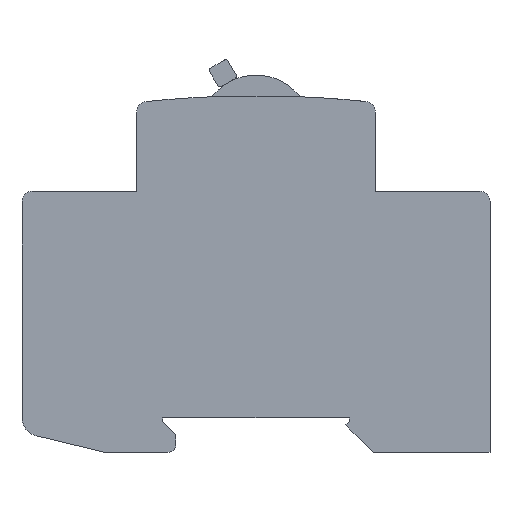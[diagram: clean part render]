
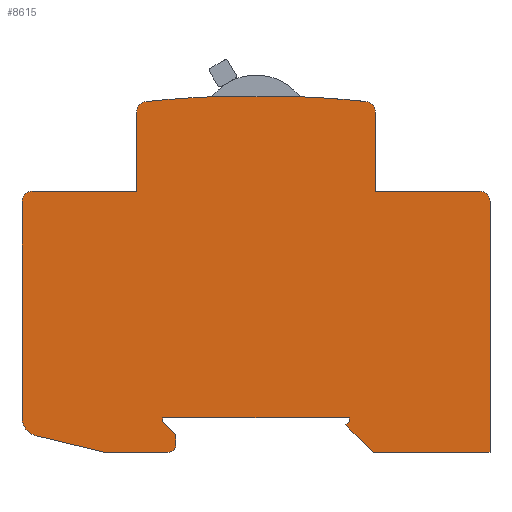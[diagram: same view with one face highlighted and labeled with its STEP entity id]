
A CAD part, left-side view. The second image highlights one B-rep face of the part: STEP entity #8615.
In plain terms, the highlighted planar face has unit normal (-1, 0, 0).
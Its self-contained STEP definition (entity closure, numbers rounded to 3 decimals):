
#5416=CARTESIAN_POINT('',(-8.9,40.6,-25.));
#5417=DIRECTION('',(1.,0.,0.));
#5418=DIRECTION('',(0.,0.235,-0.972));
#5419=AXIS2_PLACEMENT_3D('',#5416,#5417,#5418);
#5424=CARTESIAN_POINT('',(-8.9,42.1,15.7));
#5425=DIRECTION('',(1.,0.,0.));
#5426=DIRECTION('',(0.,1.,0.));
#5427=AXIS2_PLACEMENT_3D('',#5424,#5425,#5426);
#5432=CARTESIAN_POINT('',(-8.9,20.5,32.609));
#5433=DIRECTION('',(1.,0.,0.));
#5434=DIRECTION('',(0.,1.,0.));
#5435=AXIS2_PLACEMENT_3D('',#5432,#5433,#5434);
#5440=CARTESIAN_POINT('',(-8.9,0.,-164.327));
#5441=DIRECTION('',(1.,0.,0.));
#5442=DIRECTION('',(0.,0.104,0.995));
#5443=AXIS2_PLACEMENT_3D('',#5440,#5441,#5442);
#5448=CARTESIAN_POINT('',(-8.9,0.,-164.327));
#5449=DIRECTION('',(1.,0.,0.));
#5450=DIRECTION('',(0.,-0.042,0.999));
#5451=AXIS2_PLACEMENT_3D('',#5448,#5449,#5450);
#5456=CARTESIAN_POINT('',(-8.9,-20.5,32.609));
#5457=DIRECTION('',(1.,0.,0.));
#5458=DIRECTION('',(0.,-0.104,0.995));
#5459=AXIS2_PLACEMENT_3D('',#5456,#5457,#5458);
#5464=CARTESIAN_POINT('',(-8.9,-42.1,15.7));
#5465=DIRECTION('',(1.,0.,0.));
#5466=DIRECTION('',(0.,0.,1.));
#5467=AXIS2_PLACEMENT_3D('',#5464,#5465,#5466);
#5472=DIRECTION('',(0.,0.707,0.707));
#5473=VECTOR('',#5472,7.275);
#5474=CARTESIAN_POINT('',(-8.9,-22.089,-31.5));
#5475=LINE('',#5474,#5473);
#5479=DIRECTION('',(0.,-0.707,0.707));
#5480=VECTOR('',#5479,0.927);
#5481=CARTESIAN_POINT('',(-8.9,-16.945,-26.355));
#5482=LINE('',#5481,#5480);
#5486=DIRECTION('',(0.,-0.707,-0.707));
#5487=VECTOR('',#5486,3.536);
#5488=CARTESIAN_POINT('',(-8.9,17.6,-25.7));
#5489=LINE('',#5488,#5487);
#5493=CARTESIAN_POINT('',(-8.9,16.6,-30.));
#5494=DIRECTION('',(1.,0.,0.));
#5495=DIRECTION('',(0.,-1.,0.));
#5496=AXIS2_PLACEMENT_3D('',#5493,#5494,#5495);
#5501=DIRECTION('',(0.,0.972,0.235));
#5502=VECTOR('',#5501,13.191);
#5503=CARTESIAN_POINT('',(-8.9,28.6,-31.5));
#5504=LINE('',#5503,#5502);
#6447=DIRECTION('',(0.,1.,0.));
#6448=VECTOR('',#6447,16.648);
#6449=CARTESIAN_POINT('',(-8.9,-8.324,35.5));
#6450=LINE('',#6449,#6448);
#6476=DIRECTION('',(0.,0.,-1.));
#6477=VECTOR('',#6476,14.909);
#6478=CARTESIAN_POINT('',(-8.9,22.5,32.609));
#6479=LINE('',#6478,#6477);
#6490=DIRECTION('',(0.,1.,0.));
#6491=VECTOR('',#6490,19.6);
#6492=CARTESIAN_POINT('',(-8.9,22.5,17.7));
#6493=LINE('',#6492,#6491);
#6543=DIRECTION('',(0.,0.,-1.));
#6544=VECTOR('',#6543,40.7);
#6545=CARTESIAN_POINT('',(-8.9,44.1,15.7));
#6546=LINE('',#6545,#6544);
#6937=DIRECTION('',(0.,0.,1.));
#6938=VECTOR('',#6937,14.909);
#6939=CARTESIAN_POINT('',(-8.9,-22.5,17.7));
#6940=LINE('',#6939,#6938);
#6944=DIRECTION('',(0.,1.,0.));
#6945=VECTOR('',#6944,19.6);
#6946=CARTESIAN_POINT('',(-8.9,-42.1,17.7));
#6947=LINE('',#6946,#6945);
#7004=DIRECTION('',(0.,0.,1.));
#7005=VECTOR('',#7004,47.2);
#7006=CARTESIAN_POINT('',(-8.9,-44.1,-31.5));
#7007=LINE('',#7006,#7005);
#7071=DIRECTION('',(0.,-1.,0.));
#7072=VECTOR('',#7071,22.011);
#7073=CARTESIAN_POINT('',(-8.9,-22.089,-31.5));
#7074=LINE('',#7073,#7072);
#7099=DIRECTION('',(0.,0.,-1.));
#7100=VECTOR('',#7099,0.7);
#7101=CARTESIAN_POINT('',(-8.9,-17.6,-25.));
#7102=LINE('',#7101,#7100);
#7113=DIRECTION('',(0.,-1.,0.));
#7114=VECTOR('',#7113,35.2);
#7115=CARTESIAN_POINT('',(-8.9,17.6,-25.));
#7116=LINE('',#7115,#7114);
#7127=DIRECTION('',(0.,0.,1.));
#7128=VECTOR('',#7127,0.7);
#7129=CARTESIAN_POINT('',(-8.9,17.6,-25.7));
#7130=LINE('',#7129,#7128);
#7148=DIRECTION('',(0.,0.,1.));
#7149=VECTOR('',#7148,1.8);
#7150=CARTESIAN_POINT('',(-8.9,15.1,-30.));
#7151=LINE('',#7150,#7149);
#7176=DIRECTION('',(0.,-1.,0.));
#7177=VECTOR('',#7176,12.);
#7178=CARTESIAN_POINT('',(-8.9,28.6,-31.5));
#7179=LINE('',#7178,#7177);
#8108=CARTESIAN_POINT('',(-8.9,41.422,-28.402));
#8109=CARTESIAN_POINT('',(-8.9,44.1,-25.));
#8110=VERTEX_POINT('',#8108);
#8111=VERTEX_POINT('',#8109);
#8112=CARTESIAN_POINT('',(-8.9,44.1,15.7));
#8113=VERTEX_POINT('',#8112);
#8114=CARTESIAN_POINT('',(-8.9,42.1,17.7));
#8115=VERTEX_POINT('',#8114);
#8116=CARTESIAN_POINT('',(-8.9,22.5,17.7));
#8117=VERTEX_POINT('',#8116);
#8118=CARTESIAN_POINT('',(-8.9,22.5,32.609));
#8119=VERTEX_POINT('',#8118);
#8120=CARTESIAN_POINT('',(-8.9,20.707,34.598));
#8121=VERTEX_POINT('',#8120);
#8122=CARTESIAN_POINT('',(-8.9,8.324,35.5));
#8123=VERTEX_POINT('',#8122);
#8124=CARTESIAN_POINT('',(-8.9,-8.324,35.5));
#8125=VERTEX_POINT('',#8124);
#8126=CARTESIAN_POINT('',(-8.9,-20.707,34.598));
#8127=VERTEX_POINT('',#8126);
#8128=CARTESIAN_POINT('',(-8.9,-22.5,32.609));
#8129=VERTEX_POINT('',#8128);
#8130=CARTESIAN_POINT('',(-8.9,-22.5,17.7));
#8131=VERTEX_POINT('',#8130);
#8132=CARTESIAN_POINT('',(-8.9,-42.1,17.7));
#8133=VERTEX_POINT('',#8132);
#8134=CARTESIAN_POINT('',(-8.9,-44.1,15.7));
#8135=VERTEX_POINT('',#8134);
#8136=CARTESIAN_POINT('',(-8.9,-44.1,-31.5));
#8137=VERTEX_POINT('',#8136);
#8138=CARTESIAN_POINT('',(-8.9,-22.089,-31.5));
#8139=VERTEX_POINT('',#8138);
#8140=CARTESIAN_POINT('',(-8.9,-16.945,-26.355));
#8141=VERTEX_POINT('',#8140);
#8142=CARTESIAN_POINT('',(-8.9,-17.6,-25.7));
#8143=VERTEX_POINT('',#8142);
#8144=CARTESIAN_POINT('',(-8.9,-17.6,-25.));
#8145=VERTEX_POINT('',#8144);
#8146=CARTESIAN_POINT('',(-8.9,17.6,-25.));
#8147=VERTEX_POINT('',#8146);
#8148=CARTESIAN_POINT('',(-8.9,17.6,-25.7));
#8149=VERTEX_POINT('',#8148);
#8150=CARTESIAN_POINT('',(-8.9,15.1,-28.2));
#8151=VERTEX_POINT('',#8150);
#8152=CARTESIAN_POINT('',(-8.9,15.1,-30.));
#8153=VERTEX_POINT('',#8152);
#8154=CARTESIAN_POINT('',(-8.9,16.6,-31.5));
#8155=VERTEX_POINT('',#8154);
#8156=CARTESIAN_POINT('',(-8.9,28.6,-31.5));
#8157=VERTEX_POINT('',#8156);
#8558=CARTESIAN_POINT('',(-8.9,0.,0.));
#8559=DIRECTION('',(-1.,0.,0.));
#8560=DIRECTION('',(0.,-1.,0.));
#8561=AXIS2_PLACEMENT_3D('',#8558,#8559,#8560);
#8562=PLANE('',#8561);
#8564=ORIENTED_EDGE('',*,*,#8563,.T.);
#8566=ORIENTED_EDGE('',*,*,#8565,.F.);
#8568=ORIENTED_EDGE('',*,*,#8567,.T.);
#8570=ORIENTED_EDGE('',*,*,#8569,.F.);
#8572=ORIENTED_EDGE('',*,*,#8571,.F.);
#8574=ORIENTED_EDGE('',*,*,#8573,.T.);
#8576=ORIENTED_EDGE('',*,*,#8575,.T.);
#8578=ORIENTED_EDGE('',*,*,#8577,.F.);
#8580=ORIENTED_EDGE('',*,*,#8579,.T.);
#8582=ORIENTED_EDGE('',*,*,#8581,.T.);
#8584=ORIENTED_EDGE('',*,*,#8583,.F.);
#8586=ORIENTED_EDGE('',*,*,#8585,.F.);
#8588=ORIENTED_EDGE('',*,*,#8587,.T.);
#8590=ORIENTED_EDGE('',*,*,#8589,.F.);
#8592=ORIENTED_EDGE('',*,*,#8591,.F.);
#8594=ORIENTED_EDGE('',*,*,#8593,.T.);
#8596=ORIENTED_EDGE('',*,*,#8595,.T.);
#8598=ORIENTED_EDGE('',*,*,#8597,.F.);
#8600=ORIENTED_EDGE('',*,*,#8599,.F.);
#8602=ORIENTED_EDGE('',*,*,#8601,.F.);
#8604=ORIENTED_EDGE('',*,*,#8603,.T.);
#8606=ORIENTED_EDGE('',*,*,#8605,.F.);
#8608=ORIENTED_EDGE('',*,*,#8607,.T.);
#8610=ORIENTED_EDGE('',*,*,#8609,.F.);
#8612=ORIENTED_EDGE('',*,*,#8611,.T.);
#8613=EDGE_LOOP('',(#8564,#8566,#8568,#8570,#8572,#8574,#8576,#8578,#8580,#8582,
#8584,#8586,#8588,#8590,#8592,#8594,#8596,#8598,#8600,#8602,#8604,#8606,#8608,
#8610,#8612));
#8614=FACE_OUTER_BOUND('',#8613,.F.);
#5420=CIRCLE('',#5419,3.5);
#5428=CIRCLE('',#5427,2.);
#5436=CIRCLE('',#5435,2.);
#5444=CIRCLE('',#5443,200.);
#5452=CIRCLE('',#5451,200.);
#5460=CIRCLE('',#5459,2.);
#5468=CIRCLE('',#5467,2.);
#5497=CIRCLE('',#5496,1.5);
#8563=EDGE_CURVE('',#8110,#8111,#5420,.T.);
#8565=EDGE_CURVE('',#8113,#8111,#6546,.T.);
#8567=EDGE_CURVE('',#8113,#8115,#5428,.T.);
#8569=EDGE_CURVE('',#8117,#8115,#6493,.T.);
#8571=EDGE_CURVE('',#8119,#8117,#6479,.T.);
#8573=EDGE_CURVE('',#8119,#8121,#5436,.T.);
#8575=EDGE_CURVE('',#8121,#8123,#5444,.T.);
#8577=EDGE_CURVE('',#8125,#8123,#6450,.T.);
#8579=EDGE_CURVE('',#8125,#8127,#5452,.T.);
#8581=EDGE_CURVE('',#8127,#8129,#5460,.T.);
#8583=EDGE_CURVE('',#8131,#8129,#6940,.T.);
#8585=EDGE_CURVE('',#8133,#8131,#6947,.T.);
#8587=EDGE_CURVE('',#8133,#8135,#5468,.T.);
#8589=EDGE_CURVE('',#8137,#8135,#7007,.T.);
#8591=EDGE_CURVE('',#8139,#8137,#7074,.T.);
#8593=EDGE_CURVE('',#8139,#8141,#5475,.T.);
#8595=EDGE_CURVE('',#8141,#8143,#5482,.T.);
#8597=EDGE_CURVE('',#8145,#8143,#7102,.T.);
#8599=EDGE_CURVE('',#8147,#8145,#7116,.T.);
#8601=EDGE_CURVE('',#8149,#8147,#7130,.T.);
#8603=EDGE_CURVE('',#8149,#8151,#5489,.T.);
#8605=EDGE_CURVE('',#8153,#8151,#7151,.T.);
#8607=EDGE_CURVE('',#8153,#8155,#5497,.T.);
#8609=EDGE_CURVE('',#8157,#8155,#7179,.T.);
#8611=EDGE_CURVE('',#8157,#8110,#5504,.T.);
#8615=ADVANCED_FACE('',(#8614),#8562,.T.);
